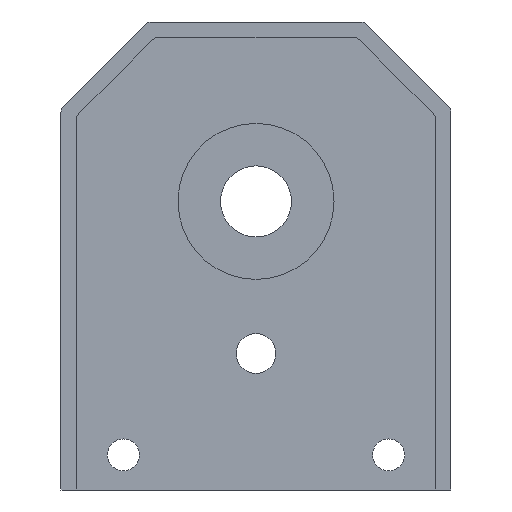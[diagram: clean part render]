
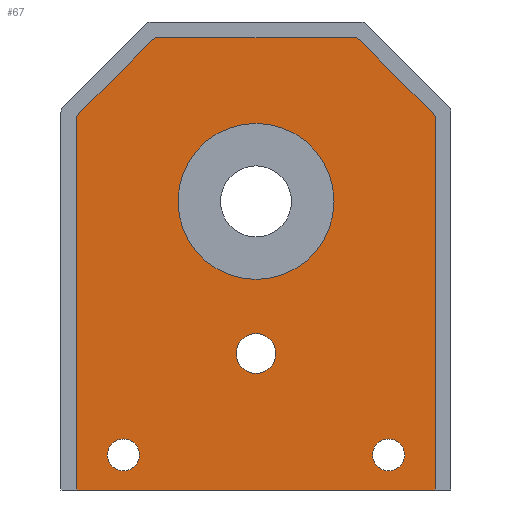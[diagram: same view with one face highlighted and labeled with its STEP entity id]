
A CAD part, front view. The second image highlights one B-rep face of the part: STEP entity #67.
In plain terms, the highlighted planar face has unit normal (0, -1, 0).
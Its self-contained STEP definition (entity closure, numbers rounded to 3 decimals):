
#67 = ADVANCED_FACE( '', ( #155, #156, #157, #158, #159 ), #160, .F. );
#155 = FACE_BOUND( '', #280, .T. );
#156 = FACE_BOUND( '', #281, .T. );
#157 = FACE_BOUND( '', #282, .T. );
#158 = FACE_BOUND( '', #283, .T. );
#159 = FACE_OUTER_BOUND( '', #284, .T. );
#160 = PLANE( '', #285 );
#280 = EDGE_LOOP( '', ( #444 ) );
#281 = EDGE_LOOP( '', ( #445 ) );
#282 = EDGE_LOOP( '', ( #446 ) );
#283 = EDGE_LOOP( '', ( #447 ) );
#284 = EDGE_LOOP( '', ( #448, #449, #450, #451, #452, #453, #454, #455, #456, #457 ) );
#285 = AXIS2_PLACEMENT_3D( '', #458, #459, #460 );
#444 = ORIENTED_EDGE( '', *, *, #705, .T. );
#445 = ORIENTED_EDGE( '', *, *, #706, .T. );
#446 = ORIENTED_EDGE( '', *, *, #707, .T. );
#447 = ORIENTED_EDGE( '', *, *, #708, .T. );
#448 = ORIENTED_EDGE( '', *, *, #709, .F. );
#449 = ORIENTED_EDGE( '', *, *, #695, .T. );
#450 = ORIENTED_EDGE( '', *, *, #698, .F. );
#451 = ORIENTED_EDGE( '', *, *, #710, .T. );
#452 = ORIENTED_EDGE( '', *, *, #711, .F. );
#453 = ORIENTED_EDGE( '', *, *, #712, .T. );
#454 = ORIENTED_EDGE( '', *, *, #713, .F. );
#455 = ORIENTED_EDGE( '', *, *, #688, .F. );
#456 = ORIENTED_EDGE( '', *, *, #714, .F. );
#457 = ORIENTED_EDGE( '', *, *, #715, .T. );
#458 = CARTESIAN_POINT( '', ( 0., -2., 0. ) );
#459 = DIRECTION( '', ( 0., 1., 0. ) );
#460 = DIRECTION( '', ( 0., 0., 1. ) );
#688 = EDGE_CURVE( '', #815, #817, #818, .T. );
#695 = EDGE_CURVE( '', #828, #826, #829, .F. );
#698 = EDGE_CURVE( '', #832, #826, #833, .T. );
#705 = EDGE_CURVE( '', #842, #842, #843, .T. );
#706 = EDGE_CURVE( '', #844, #844, #845, .T. );
#707 = EDGE_CURVE( '', #846, #846, #847, .T. );
#708 = EDGE_CURVE( '', #848, #848, #849, .T. );
#709 = EDGE_CURVE( '', #828, #850, #851, .T. );
#710 = EDGE_CURVE( '', #832, #852, #853, .F. );
#711 = EDGE_CURVE( '', #854, #852, #855, .T. );
#712 = EDGE_CURVE( '', #854, #856, #857, .F. );
#713 = EDGE_CURVE( '', #817, #856, #858, .T. );
#714 = EDGE_CURVE( '', #859, #815, #860, .T. );
#715 = EDGE_CURVE( '', #859, #850, #861, .F. );
#815 = VERTEX_POINT( '', #990 );
#817 = VERTEX_POINT( '', #993 );
#818 = LINE( '', #994, #995 );
#826 = VERTEX_POINT( '', #1007 );
#828 = VERTEX_POINT( '', #1010 );
#829 = CIRCLE( '', #1011, 1. );
#832 = VERTEX_POINT( '', #1015 );
#833 = LINE( '', #1016, #1017 );
#842 = VERTEX_POINT( '', #1029 );
#843 = CIRCLE( '', #1030, 10. );
#844 = VERTEX_POINT( '', #1031 );
#845 = CIRCLE( '', #1032, 2.05 );
#846 = VERTEX_POINT( '', #1033 );
#847 = CIRCLE( '', #1034, 2.05 );
#848 = VERTEX_POINT( '', #1035 );
#849 = CIRCLE( '', #1036, 2.55 );
#850 = VERTEX_POINT( '', #1037 );
#851 = LINE( '', #1038, #1039 );
#852 = VERTEX_POINT( '', #1040 );
#853 = CIRCLE( '', #1041, 1. );
#854 = VERTEX_POINT( '', #1042 );
#855 = LINE( '', #1043, #1044 );
#856 = VERTEX_POINT( '', #1045 );
#857 = CIRCLE( '', #1046, 1. );
#858 = LINE( '', #1047, #1048 );
#859 = VERTEX_POINT( '', #1049 );
#860 = LINE( '', #1050, #1051 );
#861 = CIRCLE( '', #1052, 1. );
#990 = CARTESIAN_POINT( '', ( 23., -2., -37.986 ) );
#993 = CARTESIAN_POINT( '', ( -23., -2., -37.986 ) );
#994 = CARTESIAN_POINT( '', ( -36., -2., -37.986 ) );
#995 = VECTOR( '', #1180, 1000. );
#1007 = CARTESIAN_POINT( '', ( 12.586, -2., 20.014 ) );
#1010 = CARTESIAN_POINT( '', ( 13.293, -2., 19.721 ) );
#1011 = AXIS2_PLACEMENT_3D( '', #1186, #1187, #1188 );
#1015 = CARTESIAN_POINT( '', ( -12.586, -2., 20.014 ) );
#1016 = CARTESIAN_POINT( '', ( -36., -2., 20.014 ) );
#1017 = VECTOR( '', #1190, 1000. );
#1029 = CARTESIAN_POINT( '', ( 10., -2., -0.986 ) );
#1030 = AXIS2_PLACEMENT_3D( '', #1197, #1198, #1199 );
#1031 = CARTESIAN_POINT( '', ( 17., -2., -31.436 ) );
#1032 = AXIS2_PLACEMENT_3D( '', #1200, #1201, #1202 );
#1033 = CARTESIAN_POINT( '', ( -17., -2., -31.436 ) );
#1034 = AXIS2_PLACEMENT_3D( '', #1203, #1204, #1205 );
#1035 = CARTESIAN_POINT( '', ( 0., -2., -17.936 ) );
#1036 = AXIS2_PLACEMENT_3D( '', #1206, #1207, #1208 );
#1037 = CARTESIAN_POINT( '', ( 22.707, -2., 10.307 ) );
#1038 = CARTESIAN_POINT( '', ( 13., -2., 20.014 ) );
#1039 = VECTOR( '', #1209, 1000. );
#1040 = CARTESIAN_POINT( '', ( -13.293, -2., 19.721 ) );
#1041 = AXIS2_PLACEMENT_3D( '', #1210, #1211, #1212 );
#1042 = CARTESIAN_POINT( '', ( -22.707, -2., 10.307 ) );
#1043 = CARTESIAN_POINT( '', ( -23., -2., 10.014 ) );
#1044 = VECTOR( '', #1213, 1000. );
#1045 = CARTESIAN_POINT( '', ( -23., -2., 9.599 ) );
#1046 = AXIS2_PLACEMENT_3D( '', #1214, #1215, #1216 );
#1047 = CARTESIAN_POINT( '', ( -23., -2., -38. ) );
#1048 = VECTOR( '', #1217, 1000. );
#1049 = CARTESIAN_POINT( '', ( 23., -2., 9.599 ) );
#1050 = CARTESIAN_POINT( '', ( 23., -2., 38. ) );
#1051 = VECTOR( '', #1218, 1000. );
#1052 = AXIS2_PLACEMENT_3D( '', #1219, #1220, #1221 );
#1180 = DIRECTION( '', ( -1., 0., 0. ) );
#1186 = CARTESIAN_POINT( '', ( 12.586, -2., 19.014 ) );
#1187 = DIRECTION( '', ( 0., 1., 0. ) );
#1188 = DIRECTION( '', ( 0., 0., 1. ) );
#1190 = DIRECTION( '', ( 1., 0., 0. ) );
#1197 = CARTESIAN_POINT( '', ( 0., -2., -0.986 ) );
#1198 = DIRECTION( '', ( 0., 1., 0. ) );
#1199 = DIRECTION( '', ( 1., 0., 0. ) );
#1200 = CARTESIAN_POINT( '', ( 17., -2., -33.486 ) );
#1201 = DIRECTION( '', ( 0., 1., 0. ) );
#1202 = DIRECTION( '', ( 0., 0., 1. ) );
#1203 = CARTESIAN_POINT( '', ( -17., -2., -33.486 ) );
#1204 = DIRECTION( '', ( 0., 1., 0. ) );
#1205 = DIRECTION( '', ( 0., 0., 1. ) );
#1206 = CARTESIAN_POINT( '', ( 0., -2., -20.486 ) );
#1207 = DIRECTION( '', ( 0., 1., 0. ) );
#1208 = DIRECTION( '', ( 0., 0., 1. ) );
#1209 = DIRECTION( '', ( 0.707, 0., -0.707 ) );
#1210 = CARTESIAN_POINT( '', ( -12.586, -2., 19.014 ) );
#1211 = DIRECTION( '', ( 0., 1., 0. ) );
#1212 = DIRECTION( '', ( 0., 0., 1. ) );
#1213 = DIRECTION( '', ( 0.707, 0., 0.707 ) );
#1214 = CARTESIAN_POINT( '', ( -22., -2., 9.599 ) );
#1215 = DIRECTION( '', ( 0., 1., 0. ) );
#1216 = DIRECTION( '', ( 0., 0., 1. ) );
#1217 = DIRECTION( '', ( 0., 0., 1. ) );
#1218 = DIRECTION( '', ( 0., 0., -1. ) );
#1219 = CARTESIAN_POINT( '', ( 22., -2., 9.599 ) );
#1220 = DIRECTION( '', ( 0., 1., 0. ) );
#1221 = DIRECTION( '', ( 0., 0., 1. ) );
